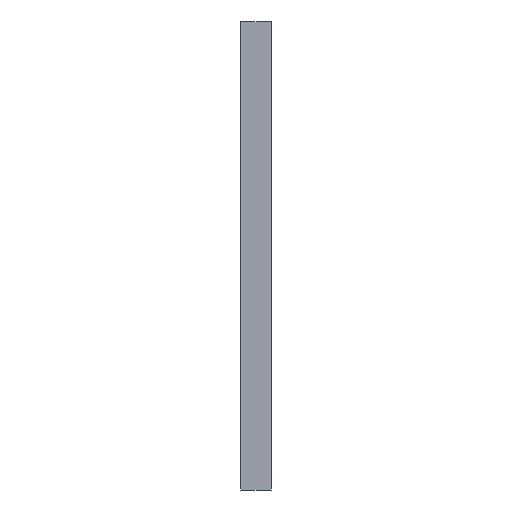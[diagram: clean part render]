
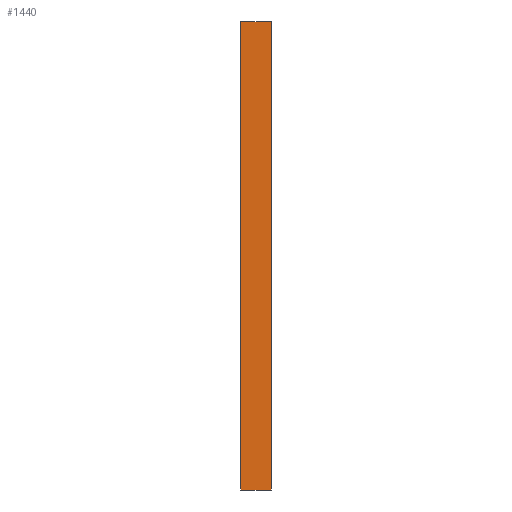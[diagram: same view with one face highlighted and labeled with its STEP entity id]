
A CAD part, front view. The second image highlights one B-rep face of the part: STEP entity #1440.
In plain terms, the highlighted planar face has unit normal (0, -1, 0).
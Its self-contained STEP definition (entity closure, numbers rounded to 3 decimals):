
#150=PLANE('',#1597);
#224=FACE_OUTER_BOUND('',#318,.T.);
#318=EDGE_LOOP('',(#1320,#1321,#1322,#1323));
#374=LINE('',#2197,#504);
#397=LINE('',#2262,#527);
#438=LINE('',#2383,#568);
#448=LINE('',#2409,#578);
#504=VECTOR('',#1775,10.);
#527=VECTOR('',#1832,10.);
#568=VECTOR('',#1965,10.);
#578=VECTOR('',#2007,10.);
#684=VERTEX_POINT('',#2195);
#685=VERTEX_POINT('',#2196);
#709=VERTEX_POINT('',#2260);
#710=VERTEX_POINT('',#2261);
#829=EDGE_CURVE('',#684,#685,#374,.T.);
#863=EDGE_CURVE('',#709,#710,#397,.T.);
#927=EDGE_CURVE('',#684,#709,#438,.T.);
#937=EDGE_CURVE('',#685,#710,#448,.T.);
#1320=ORIENTED_EDGE('',*,*,#829,.T.);
#1321=ORIENTED_EDGE('',*,*,#937,.T.);
#1322=ORIENTED_EDGE('',*,*,#863,.F.);
#1323=ORIENTED_EDGE('',*,*,#927,.F.);
#1440=ADVANCED_FACE('',(#224),#150,.T.);
#1597=AXIS2_PLACEMENT_3D('',#2410,#2008,#2009);
#1775=DIRECTION('',(0.,0.,-1.));
#1832=DIRECTION('',(0.,0.,-1.));
#1965=DIRECTION('',(1.,0.,0.));
#2007=DIRECTION('',(1.,0.,0.));
#2008=DIRECTION('center_axis',(0.,-1.,0.));
#2009=DIRECTION('ref_axis',(0.,0.,-1.));
#2195=CARTESIAN_POINT('',(0.,0.,0.));
#2196=CARTESIAN_POINT('',(0.,0.,-76.));
#2197=CARTESIAN_POINT('',(0.,0.,0.));
#2260=CARTESIAN_POINT('',(5.,0.,0.));
#2261=CARTESIAN_POINT('',(5.,0.,-76.));
#2262=CARTESIAN_POINT('',(5.,0.,0.));
#2383=CARTESIAN_POINT('',(0.,0.,0.));
#2409=CARTESIAN_POINT('',(0.,0.,-76.));
#2410=CARTESIAN_POINT('Origin',(0.,0.,0.));
